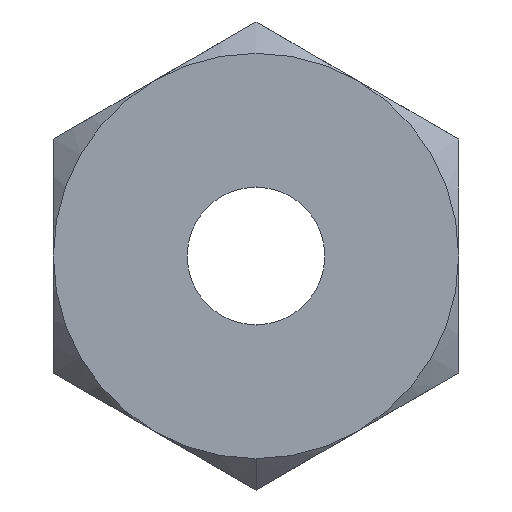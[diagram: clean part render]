
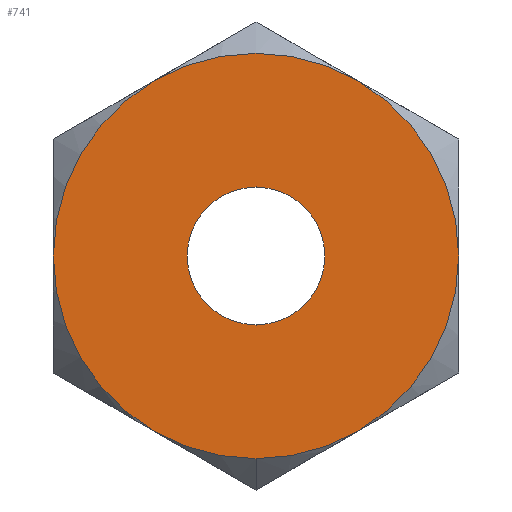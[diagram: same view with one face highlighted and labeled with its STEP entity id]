
A CAD part, front view. The second image highlights one B-rep face of the part: STEP entity #741.
In plain terms, the highlighted planar face has unit normal (0, -1, 0).
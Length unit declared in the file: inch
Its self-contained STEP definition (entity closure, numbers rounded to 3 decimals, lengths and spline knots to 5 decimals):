
#1 = CIRCLE ( 'NONE', #445, 0.125 ) ;
#23 = CIRCLE ( 'NONE', #1368, 0.04247 ) ;
#44 = AXIS2_PLACEMENT_3D ( 'NONE', #756, #1575, #876 ) ;
#67 = CARTESIAN_POINT ( 'NONE',  ( -0.0625, 0., -0.10825 ) ) ;
#96 = DIRECTION ( 'NONE',  ( 0., 1., 0. ) ) ;
#113 = DIRECTION ( 'NONE',  ( 0., 0., 1. ) ) ;
#137 = AXIS2_PLACEMENT_3D ( 'NONE', #846, #96, #962 ) ;
#139 = DIRECTION ( 'NONE',  ( 0., 1., 0. ) ) ;
#150 = DIRECTION ( 'NONE',  ( 0., 1., 0. ) ) ;
#204 = AXIS2_PLACEMENT_3D ( 'NONE', #598, #1418, #727 ) ;
#229 = CARTESIAN_POINT ( 'NONE',  ( 0., 0., -0.04247 ) ) ;
#261 = CARTESIAN_POINT ( 'NONE',  ( 0., 0., 0. ) ) ;
#276 = CIRCLE ( 'NONE', #204, 0.125 ) ;
#310 = VERTEX_POINT ( 'NONE', #1200 ) ;
#346 = AXIS2_PLACEMENT_3D ( 'NONE', #461, #1186, #471 ) ;
#366 = ORIENTED_EDGE ( 'NONE', *, *, #1525, .F. ) ;
#368 = CIRCLE ( 'NONE', #888, 0.125 ) ;
#389 = DIRECTION ( 'NONE',  ( 0., 0., 1. ) ) ;
#426 = EDGE_CURVE ( 'NONE', #1489, #1253, #23, .T. ) ;
#445 = AXIS2_PLACEMENT_3D ( 'NONE', #628, #1442, #753 ) ;
#461 = CARTESIAN_POINT ( 'NONE',  ( 0., 0., -0.14434 ) ) ;
#470 = EDGE_CURVE ( 'NONE', #1253, #1489, #1199, .T. ) ;
#471 = DIRECTION ( 'NONE',  ( 0., 0., 1. ) ) ;
#481 = EDGE_CURVE ( 'NONE', #1453, #1367, #276, .T. ) ;
#489 = CARTESIAN_POINT ( 'NONE',  ( 0., 0., 0. ) ) ;
#497 = EDGE_CURVE ( 'NONE', #896, #1453, #1239, .T. ) ;
#510 = EDGE_CURVE ( 'NONE', #910, #896, #706, .T. ) ;
#518 = ORIENTED_EDGE ( 'NONE', *, *, #426, .T. ) ;
#542 = EDGE_LOOP ( 'NONE', ( #718, #518 ) ) ;
#546 = EDGE_CURVE ( 'NONE', #815, #910, #1250, .T. ) ;
#555 = AXIS2_PLACEMENT_3D ( 'NONE', #1559, #863, #113 ) ;
#565 = EDGE_CURVE ( 'NONE', #310, #815, #368, .T. ) ;
#579 = EDGE_CURVE ( 'NONE', #1367, #1395, #1212, .T. ) ;
#598 = CARTESIAN_POINT ( 'NONE',  ( 0., 0., 0. ) ) ;
#626 = DIRECTION ( 'NONE',  ( 0., 0., 1. ) ) ;
#628 = CARTESIAN_POINT ( 'NONE',  ( 0., 0., 0. ) ) ;
#653 = ORIENTED_EDGE ( 'NONE', *, *, #565, .F. ) ;
#706 = CIRCLE ( 'NONE', #555, 0.125 ) ;
#718 = ORIENTED_EDGE ( 'NONE', *, *, #470, .T. ) ;
#719 = AXIS2_PLACEMENT_3D ( 'NONE', #884, #139, #1002 ) ;
#727 = DIRECTION ( 'NONE',  ( 0., 0., 1. ) ) ;
#741 = ADVANCED_FACE ( 'NONE', ( #1261, #1296 ), #1080, .F. ) ;
#753 = DIRECTION ( 'NONE',  ( 0., 0., 1. ) ) ;
#756 = CARTESIAN_POINT ( 'NONE',  ( 0., 0., 0. ) ) ;
#798 = ORIENTED_EDGE ( 'NONE', *, *, #481, .F. ) ;
#815 = VERTEX_POINT ( 'NONE', #67 ) ;
#838 = CARTESIAN_POINT ( 'NONE',  ( -0.125, 0., 0. ) ) ;
#846 = CARTESIAN_POINT ( 'NONE',  ( 0., 0., 0. ) ) ;
#863 = DIRECTION ( 'NONE',  ( 0., 1., 0. ) ) ;
#876 = DIRECTION ( 'NONE',  ( 0., 0., 1. ) ) ;
#884 = CARTESIAN_POINT ( 'NONE',  ( 0., 0., 0. ) ) ;
#888 = AXIS2_PLACEMENT_3D ( 'NONE', #261, #1120, #389 ) ;
#894 = CARTESIAN_POINT ( 'NONE',  ( 0., 0., 0. ) ) ;
#896 = VERTEX_POINT ( 'NONE', #1403 ) ;
#910 = VERTEX_POINT ( 'NONE', #838 ) ;
#962 = DIRECTION ( 'NONE',  ( 0., 0., 1. ) ) ;
#999 = CARTESIAN_POINT ( 'NONE',  ( 0.125, 0., 0. ) ) ;
#1002 = DIRECTION ( 'NONE',  ( 0., 0., 1. ) ) ;
#1010 = DIRECTION ( 'NONE',  ( 0., 0., 1. ) ) ;
#1043 = AXIS2_PLACEMENT_3D ( 'NONE', #894, #150, #1010 ) ;
#1080 = PLANE ( 'NONE',  #346 ) ;
#1090 = ORIENTED_EDGE ( 'NONE', *, *, #497, .F. ) ;
#1113 = ORIENTED_EDGE ( 'NONE', *, *, #510, .F. ) ;
#1120 = DIRECTION ( 'NONE',  ( 0., 1., 0. ) ) ;
#1173 = ORIENTED_EDGE ( 'NONE', *, *, #579, .F. ) ;
#1186 = DIRECTION ( 'NONE',  ( 0., 1., 0. ) ) ;
#1199 = CIRCLE ( 'NONE', #44, 0.04247 ) ;
#1200 = CARTESIAN_POINT ( 'NONE',  ( 0., 0., -0.125 ) ) ;
#1212 = CIRCLE ( 'NONE', #1043, 0.125 ) ;
#1239 = CIRCLE ( 'NONE', #137, 0.125 ) ;
#1250 = CIRCLE ( 'NONE', #719, 0.125 ) ;
#1253 = VERTEX_POINT ( 'NONE', #1305 ) ;
#1261 = FACE_BOUND ( 'NONE', #542, .T. ) ;
#1296 = FACE_OUTER_BOUND ( 'NONE', #1356, .T. ) ;
#1305 = CARTESIAN_POINT ( 'NONE',  ( 0., 0., 0.04247 ) ) ;
#1318 = DIRECTION ( 'NONE',  ( 0., 1., 0. ) ) ;
#1336 = CARTESIAN_POINT ( 'NONE',  ( 0.0625, 0., -0.10825 ) ) ;
#1356 = EDGE_LOOP ( 'NONE', ( #798, #1090, #1113, #1531, #653, #366, #1173 ) ) ;
#1367 = VERTEX_POINT ( 'NONE', #999 ) ;
#1368 = AXIS2_PLACEMENT_3D ( 'NONE', #489, #1318, #626 ) ;
#1395 = VERTEX_POINT ( 'NONE', #1336 ) ;
#1403 = CARTESIAN_POINT ( 'NONE',  ( -0.0625, 0., 0.10825 ) ) ;
#1418 = DIRECTION ( 'NONE',  ( 0., 1., 0. ) ) ;
#1422 = CARTESIAN_POINT ( 'NONE',  ( 0.0625, 0., 0.10825 ) ) ;
#1442 = DIRECTION ( 'NONE',  ( 0., 1., 0. ) ) ;
#1453 = VERTEX_POINT ( 'NONE', #1422 ) ;
#1489 = VERTEX_POINT ( 'NONE', #229 ) ;
#1525 = EDGE_CURVE ( 'NONE', #1395, #310, #1, .T. ) ;
#1531 = ORIENTED_EDGE ( 'NONE', *, *, #546, .F. ) ;
#1559 = CARTESIAN_POINT ( 'NONE',  ( 0., 0., 0. ) ) ;
#1575 = DIRECTION ( 'NONE',  ( 0., 1., 0. ) ) ;
